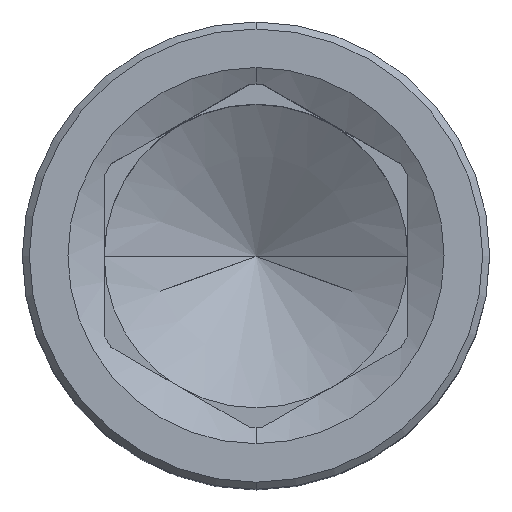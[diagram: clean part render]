
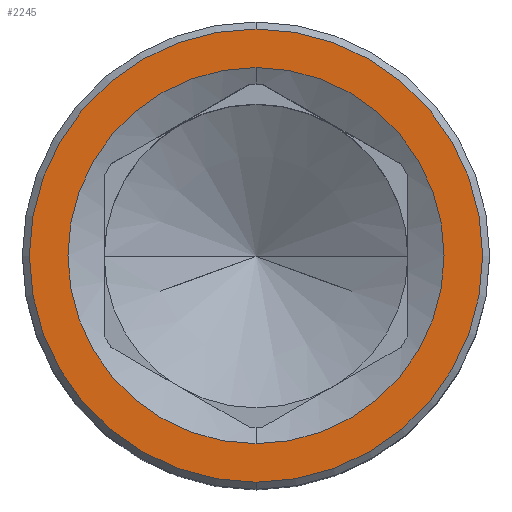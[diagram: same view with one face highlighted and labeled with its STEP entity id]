
A CAD part, top view. The second image highlights one B-rep face of the part: STEP entity #2245.
In plain terms, the highlighted planar face has unit normal (0, 0, 1).
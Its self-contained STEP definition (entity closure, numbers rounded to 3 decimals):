
#891=CARTESIAN_POINT('',(0.,0.,100.));
#892=DIRECTION('',(0.,0.,-1.));
#893=DIRECTION('',(0.,1.,0.));
#894=AXIS2_PLACEMENT_3D('',#891,#892,#893);
#896=CARTESIAN_POINT('',(0.,0.,100.));
#897=DIRECTION('',(0.,0.,-1.));
#898=DIRECTION('',(0.,-1.,0.));
#899=AXIS2_PLACEMENT_3D('',#896,#897,#898);
#901=CARTESIAN_POINT('',(0.,0.,100.));
#902=DIRECTION('',(0.,0.,1.));
#903=DIRECTION('',(0.,-1.,0.));
#904=AXIS2_PLACEMENT_3D('',#901,#902,#903);
#906=CARTESIAN_POINT('',(0.,0.,100.));
#907=DIRECTION('',(0.,0.,1.));
#908=DIRECTION('',(0.,1.,0.));
#909=AXIS2_PLACEMENT_3D('',#906,#907,#908);
#1250=CARTESIAN_POINT('',(0.,8.05,100.));
#1251=CARTESIAN_POINT('',(0.,-8.05,100.));
#1252=VERTEX_POINT('',#1250);
#1253=VERTEX_POINT('',#1251);
#1254=CARTESIAN_POINT('',(0.,-9.7,100.));
#1255=CARTESIAN_POINT('',(0.,9.7,100.));
#1256=VERTEX_POINT('',#1254);
#1257=VERTEX_POINT('',#1255);
#2229=CARTESIAN_POINT('',(0.,0.,100.));
#2230=DIRECTION('',(0.,0.,1.));
#2231=DIRECTION('',(0.,1.,0.));
#2232=AXIS2_PLACEMENT_3D('',#2229,#2230,#2231);
#2233=PLANE('',#2232);
#2234=ORIENTED_EDGE('',*,*,#2219,.F.);
#2236=ORIENTED_EDGE('',*,*,#2235,.F.);
#2237=EDGE_LOOP('',(#2234,#2236));
#2238=FACE_OUTER_BOUND('',#2237,.F.);
#2240=ORIENTED_EDGE('',*,*,#2239,.F.);
#2242=ORIENTED_EDGE('',*,*,#2241,.F.);
#2243=EDGE_LOOP('',(#2240,#2242));
#2244=FACE_BOUND('',#2243,.F.);
#2245=ADVANCED_FACE('',(#2238,#2244),#2233,.T.);
#895=CIRCLE('',#894,8.05);
#900=CIRCLE('',#899,8.05);
#905=CIRCLE('',#904,9.7);
#910=CIRCLE('',#909,9.7);
#2219=EDGE_CURVE('',#1256,#1257,#905,.T.);
#2235=EDGE_CURVE('',#1257,#1256,#910,.T.);
#2239=EDGE_CURVE('',#1252,#1253,#895,.T.);
#2241=EDGE_CURVE('',#1253,#1252,#900,.T.);
